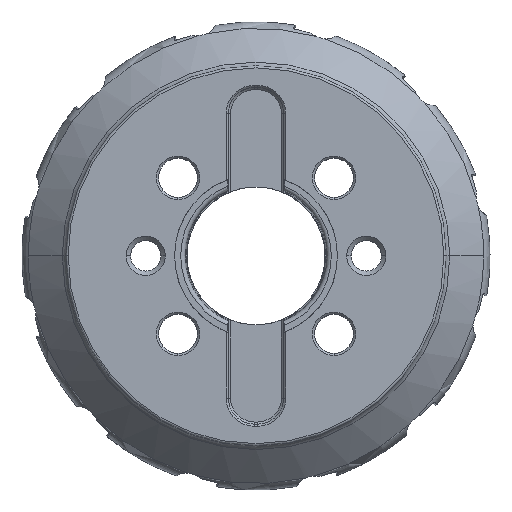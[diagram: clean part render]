
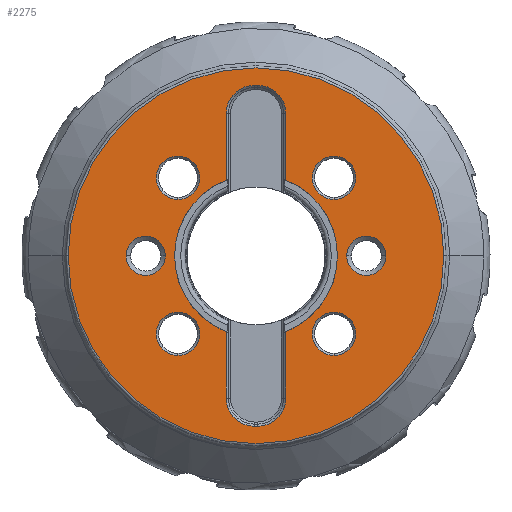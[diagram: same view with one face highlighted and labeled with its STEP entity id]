
A CAD part, top view. The second image highlights one B-rep face of the part: STEP entity #2275.
In plain terms, the highlighted planar face has unit normal (0, 0, 1).
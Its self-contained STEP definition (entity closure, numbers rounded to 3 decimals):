
#407=FACE_BOUND('',#5991,.T.);
#408=FACE_BOUND('',#5992,.T.);
#409=FACE_BOUND('',#5993,.T.);
#410=FACE_BOUND('',#5994,.T.);
#411=FACE_BOUND('',#5995,.T.);
#412=FACE_BOUND('',#5996,.T.);
#413=FACE_BOUND('',#5997,.T.);
#414=FACE_BOUND('',#5998,.T.);
#1527=PLANE('',#31045);
#2275=ADVANCED_FACE('',(#407,#408,#409,#410,#411,#412,#413,#414),#1527,
 .T.);
#5991=EDGE_LOOP('',(#12842,#12843));
#5992=EDGE_LOOP('',(#12844,#12845));
#5993=EDGE_LOOP('',(#12846,#12847));
#5994=EDGE_LOOP('',(#12848,#12849));
#5995=EDGE_LOOP('',(#12850,#12851));
#5996=EDGE_LOOP('',(#12852,#12853));
#5997=EDGE_LOOP('',(#12854,#12855));
#5998=EDGE_LOOP('',(#12856,#12857,#12858,#12859,#12860,#12861,#12862,#12863,
#12864,#12865,#12866,#12867));
#7753=LINE('',#50429,#9076);
#7754=LINE('',#50459,#9077);
#7755=LINE('',#50465,#9078);
#7756=LINE('',#50469,#9079);
#7757=LINE('',#50473,#9080);
#7758=LINE('',#50477,#9081);
#9076=VECTOR('',#34498,1.);
#9077=VECTOR('',#34529,1.);
#9078=VECTOR('',#34534,1.);
#9079=VECTOR('',#34537,1.);
#9080=VECTOR('',#34540,1.);
#9081=VECTOR('',#34543,1.);
#10577=CIRCLE('',#31025,86.5);
#10578=CIRCLE('',#31026,86.5);
#10579=CIRCLE('',#31027,10.);
#10580=CIRCLE('',#31028,10.);
#10581=CIRCLE('',#31029,10.);
#10582=CIRCLE('',#31030,10.);
#10583=CIRCLE('',#31031,10.);
#10584=CIRCLE('',#31032,10.);
#10585=CIRCLE('',#31033,10.);
#10586=CIRCLE('',#31034,10.);
#10587=CIRCLE('',#31035,9.);
#10588=CIRCLE('',#31036,9.);
#10589=CIRCLE('',#31037,9.);
#10590=CIRCLE('',#31038,9.);
#10591=CIRCLE('',#31039,13.);
#10592=CIRCLE('',#31040,13.);
#10593=CIRCLE('',#31041,37.5);
#10594=CIRCLE('',#31042,13.);
#10595=CIRCLE('',#31043,13.);
#10596=CIRCLE('',#31044,37.5);
#12842=ORIENTED_EDGE('',*,*,#24536,.T.);
#12843=ORIENTED_EDGE('',*,*,#24537,.T.);
#12844=ORIENTED_EDGE('',*,*,#24538,.F.);
#12845=ORIENTED_EDGE('',*,*,#24539,.F.);
#12846=ORIENTED_EDGE('',*,*,#24540,.F.);
#12847=ORIENTED_EDGE('',*,*,#24541,.F.);
#12848=ORIENTED_EDGE('',*,*,#24542,.F.);
#12849=ORIENTED_EDGE('',*,*,#24543,.F.);
#12850=ORIENTED_EDGE('',*,*,#24544,.F.);
#12851=ORIENTED_EDGE('',*,*,#24545,.F.);
#12852=ORIENTED_EDGE('',*,*,#24546,.F.);
#12853=ORIENTED_EDGE('',*,*,#24547,.F.);
#12854=ORIENTED_EDGE('',*,*,#24548,.F.);
#12855=ORIENTED_EDGE('',*,*,#24549,.F.);
#12856=ORIENTED_EDGE('',*,*,#24550,.T.);
#12857=ORIENTED_EDGE('',*,*,#24551,.F.);
#12858=ORIENTED_EDGE('',*,*,#24535,.T.);
#12859=ORIENTED_EDGE('',*,*,#24552,.F.);
#12860=ORIENTED_EDGE('',*,*,#24553,.T.);
#12861=ORIENTED_EDGE('',*,*,#24554,.F.);
#12862=ORIENTED_EDGE('',*,*,#24555,.T.);
#12863=ORIENTED_EDGE('',*,*,#24556,.F.);
#12864=ORIENTED_EDGE('',*,*,#24557,.T.);
#12865=ORIENTED_EDGE('',*,*,#24558,.F.);
#12866=ORIENTED_EDGE('',*,*,#24559,.T.);
#12867=ORIENTED_EDGE('',*,*,#24560,.F.);
#21525=VERTEX_POINT('',#50426);
#21526=VERTEX_POINT('',#50428);
#21527=VERTEX_POINT('',#50432);
#21528=VERTEX_POINT('',#50433);
#21529=VERTEX_POINT('',#50436);
#21530=VERTEX_POINT('',#50437);
#21531=VERTEX_POINT('',#50440);
#21532=VERTEX_POINT('',#50441);
#21533=VERTEX_POINT('',#50444);
#21534=VERTEX_POINT('',#50445);
#21535=VERTEX_POINT('',#50448);
#21536=VERTEX_POINT('',#50449);
#21537=VERTEX_POINT('',#50452);
#21538=VERTEX_POINT('',#50453);
#21539=VERTEX_POINT('',#50456);
#21540=VERTEX_POINT('',#50457);
#21541=VERTEX_POINT('',#50460);
#21542=VERTEX_POINT('',#50461);
#21543=VERTEX_POINT('',#50464);
#21544=VERTEX_POINT('',#50466);
#21545=VERTEX_POINT('',#50468);
#21546=VERTEX_POINT('',#50470);
#21547=VERTEX_POINT('',#50472);
#21548=VERTEX_POINT('',#50474);
#21549=VERTEX_POINT('',#50476);
#21550=VERTEX_POINT('',#50478);
#24535=EDGE_CURVE('',#21525,#21526,#7753,.T.);
#24536=EDGE_CURVE('',#21527,#21528,#10577,.T.);
#24537=EDGE_CURVE('',#21528,#21527,#10578,.T.);
#24538=EDGE_CURVE('',#21529,#21530,#10579,.T.);
#24539=EDGE_CURVE('',#21530,#21529,#10580,.T.);
#24540=EDGE_CURVE('',#21531,#21532,#10581,.T.);
#24541=EDGE_CURVE('',#21532,#21531,#10582,.T.);
#24542=EDGE_CURVE('',#21533,#21534,#10583,.T.);
#24543=EDGE_CURVE('',#21534,#21533,#10584,.T.);
#24544=EDGE_CURVE('',#21535,#21536,#10585,.T.);
#24545=EDGE_CURVE('',#21536,#21535,#10586,.T.);
#24546=EDGE_CURVE('',#21537,#21538,#10587,.T.);
#24547=EDGE_CURVE('',#21538,#21537,#10588,.T.);
#24548=EDGE_CURVE('',#21539,#21540,#10589,.T.);
#24549=EDGE_CURVE('',#21540,#21539,#10590,.T.);
#24550=EDGE_CURVE('',#21541,#21542,#7754,.T.);
#24551=EDGE_CURVE('',#21525,#21542,#10591,.T.);
#24552=EDGE_CURVE('',#21543,#21526,#10592,.T.);
#24553=EDGE_CURVE('',#21543,#21544,#7755,.T.);
#24554=EDGE_CURVE('',#21545,#21544,#10593,.T.);
#24555=EDGE_CURVE('',#21545,#21546,#7756,.T.);
#24556=EDGE_CURVE('',#21547,#21546,#10594,.T.);
#24557=EDGE_CURVE('',#21547,#21548,#7757,.T.);
#24558=EDGE_CURVE('',#21549,#21548,#10595,.T.);
#24559=EDGE_CURVE('',#21549,#21550,#7758,.T.);
#24560=EDGE_CURVE('',#21541,#21550,#10596,.T.);
#31025=AXIS2_PLACEMENT_3D('',#50431,#34501,#34502);
#31026=AXIS2_PLACEMENT_3D('',#50434,#34503,#34504);
#31027=AXIS2_PLACEMENT_3D('',#50435,#34505,#34506);
#31028=AXIS2_PLACEMENT_3D('',#50438,#34507,#34508);
#31029=AXIS2_PLACEMENT_3D('',#50439,#34509,#34510);
#31030=AXIS2_PLACEMENT_3D('',#50442,#34511,#34512);
#31031=AXIS2_PLACEMENT_3D('',#50443,#34513,#34514);
#31032=AXIS2_PLACEMENT_3D('',#50446,#34515,#34516);
#31033=AXIS2_PLACEMENT_3D('',#50447,#34517,#34518);
#31034=AXIS2_PLACEMENT_3D('',#50450,#34519,#34520);
#31035=AXIS2_PLACEMENT_3D('',#50451,#34521,#34522);
#31036=AXIS2_PLACEMENT_3D('',#50454,#34523,#34524);
#31037=AXIS2_PLACEMENT_3D('',#50455,#34525,#34526);
#31038=AXIS2_PLACEMENT_3D('',#50458,#34527,#34528);
#31039=AXIS2_PLACEMENT_3D('',#50462,#34530,#34531);
#31040=AXIS2_PLACEMENT_3D('',#50463,#34532,#34533);
#31041=AXIS2_PLACEMENT_3D('',#50467,#34535,#34536);
#31042=AXIS2_PLACEMENT_3D('',#50471,#34538,#34539);
#31043=AXIS2_PLACEMENT_3D('',#50475,#34541,#34542);
#31044=AXIS2_PLACEMENT_3D('',#50479,#34544,#34545);
#31045=AXIS2_PLACEMENT_3D('',#50480,#34546,#34547);
#34498=DIRECTION('',(1.,0.,0.));
#34501=DIRECTION('',(0.,0.,1.));
#34502=DIRECTION('',(-1.,0.,0.));
#34503=DIRECTION('',(0.,0.,1.));
#34504=DIRECTION('',(1.,0.,0.));
#34505=DIRECTION('',(0.,0.,1.));
#34506=DIRECTION('',(0.,-1.,0.));
#34507=DIRECTION('',(0.,0.,1.));
#34508=DIRECTION('',(0.,1.,0.));
#34509=DIRECTION('',(0.,0.,1.));
#34510=DIRECTION('',(0.,1.,0.));
#34511=DIRECTION('',(0.,0.,1.));
#34512=DIRECTION('',(0.,-1.,0.));
#34513=DIRECTION('',(0.,0.,1.));
#34514=DIRECTION('',(0.,1.,0.));
#34515=DIRECTION('',(0.,0.,1.));
#34516=DIRECTION('',(0.,-1.,0.));
#34517=DIRECTION('',(0.,0.,1.));
#34518=DIRECTION('',(0.,-1.,0.));
#34519=DIRECTION('',(0.,0.,1.));
#34520=DIRECTION('',(0.,1.,0.));
#34521=DIRECTION('',(0.,0.,1.));
#34522=DIRECTION('',(-1.,0.,0.));
#34523=DIRECTION('',(0.,0.,1.));
#34524=DIRECTION('',(1.,0.,0.));
#34525=DIRECTION('',(0.,0.,1.));
#34526=DIRECTION('',(-1.,0.,0.));
#34527=DIRECTION('',(0.,0.,1.));
#34528=DIRECTION('',(1.,0.,0.));
#34529=DIRECTION('',(0.,1.,0.));
#34530=DIRECTION('',(0.,0.,1.));
#34531=DIRECTION('',(0.,1.,0.));
#34532=DIRECTION('',(0.,0.,1.));
#34533=DIRECTION('',(1.,0.,0.));
#34534=DIRECTION('',(0.,-1.,0.));
#34535=DIRECTION('',(0.,0.,1.));
#34536=DIRECTION('',(0.365,-0.931,0.));
#34537=DIRECTION('',(0.,-1.,0.));
#34538=DIRECTION('',(0.,0.,1.));
#34539=DIRECTION('',(0.,-1.,0.));
#34540=DIRECTION('',(-1.,0.,0.));
#34541=DIRECTION('',(0.,0.,1.));
#34542=DIRECTION('',(-1.,0.,0.));
#34543=DIRECTION('',(0.,1.,0.));
#34544=DIRECTION('',(0.,0.,1.));
#34545=DIRECTION('',(-0.365,0.931,0.));
#34546=DIRECTION('',(0.,0.,1.));
#34547=DIRECTION('',(-1.,0.,0.));
#50426=CARTESIAN_POINT('',(-0.7,78.5,0.));
#50428=CARTESIAN_POINT('',(0.7,78.5,0.));
#50429=CARTESIAN_POINT('',(-0.7,78.5,0.));
#50431=CARTESIAN_POINT('',(0.,0.,0.));
#50432=CARTESIAN_POINT('',(-86.5,0.,0.));
#50433=CARTESIAN_POINT('',(86.5,0.,0.));
#50434=CARTESIAN_POINT('',(0.,0.,0.));
#50435=CARTESIAN_POINT('',(-35.921,35.921,0.));
#50436=CARTESIAN_POINT('',(-35.921,25.921,0.));
#50437=CARTESIAN_POINT('',(-35.921,45.921,0.));
#50438=CARTESIAN_POINT('',(-35.921,35.921,0.));
#50439=CARTESIAN_POINT('',(35.921,-35.921,0.));
#50440=CARTESIAN_POINT('',(35.921,-25.921,0.));
#50441=CARTESIAN_POINT('',(35.921,-45.921,0.));
#50442=CARTESIAN_POINT('',(35.921,-35.921,0.));
#50443=CARTESIAN_POINT('',(35.921,35.921,0.));
#50444=CARTESIAN_POINT('',(35.921,45.921,0.));
#50445=CARTESIAN_POINT('',(35.921,25.921,0.));
#50446=CARTESIAN_POINT('',(35.921,35.921,0.));
#50447=CARTESIAN_POINT('',(-35.921,-35.921,0.));
#50448=CARTESIAN_POINT('',(-35.921,-45.921,0.));
#50449=CARTESIAN_POINT('',(-35.921,-25.921,0.));
#50450=CARTESIAN_POINT('',(-35.921,-35.921,0.));
#50451=CARTESIAN_POINT('',(-50.8,0.,0.));
#50452=CARTESIAN_POINT('',(-59.8,0.,0.));
#50453=CARTESIAN_POINT('',(-41.8,0.,0.));
#50454=CARTESIAN_POINT('',(-50.8,0.,0.));
#50455=CARTESIAN_POINT('',(50.8,0.,0.));
#50456=CARTESIAN_POINT('',(41.8,0.,0.));
#50457=CARTESIAN_POINT('',(59.8,0.,0.));
#50458=CARTESIAN_POINT('',(50.8,0.,0.));
#50459=CARTESIAN_POINT('',(-13.7,34.908,0.));
#50460=CARTESIAN_POINT('',(-13.7,34.908,0.));
#50461=CARTESIAN_POINT('',(-13.7,65.5,0.));
#50462=CARTESIAN_POINT('',(-0.7,65.5,0.));
#50463=CARTESIAN_POINT('',(0.7,65.5,0.));
#50464=CARTESIAN_POINT('',(13.7,65.5,0.));
#50465=CARTESIAN_POINT('',(13.7,65.5,0.));
#50466=CARTESIAN_POINT('',(13.7,34.908,0.));
#50467=CARTESIAN_POINT('',(0.,0.,0.));
#50468=CARTESIAN_POINT('',(13.7,-34.908,0.));
#50469=CARTESIAN_POINT('',(13.7,-34.908,0.));
#50470=CARTESIAN_POINT('',(13.7,-65.5,0.));
#50471=CARTESIAN_POINT('',(0.7,-65.5,0.));
#50472=CARTESIAN_POINT('',(0.7,-78.5,0.));
#50473=CARTESIAN_POINT('',(0.7,-78.5,0.));
#50474=CARTESIAN_POINT('',(-0.7,-78.5,0.));
#50475=CARTESIAN_POINT('',(-0.7,-65.5,0.));
#50476=CARTESIAN_POINT('',(-13.7,-65.5,0.));
#50477=CARTESIAN_POINT('',(-13.7,-65.5,0.));
#50478=CARTESIAN_POINT('',(-13.7,-34.908,0.));
#50479=CARTESIAN_POINT('',(0.,0.,0.));
#50480=CARTESIAN_POINT('',(0.,0.,0.));
